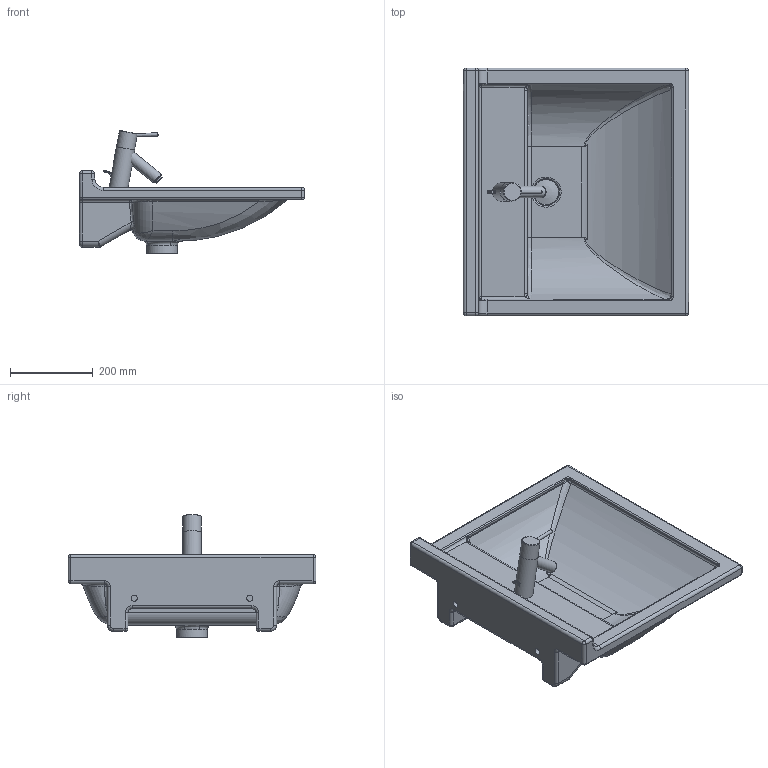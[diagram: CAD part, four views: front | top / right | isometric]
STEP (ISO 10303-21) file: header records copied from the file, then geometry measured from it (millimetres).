
FILE_DESCRIPTION((''),'2;1');
FILE_NAME('031260.stp','2015-06-28T18:26:38',('Administrator'),(''),'Autodesk Inventor 2011','Autodesk Inventor 2011','');
FILE_SCHEMA(('CONFIG_CONTROL_DESIGN'));
Length unit declared in the file: millimetre
Products named in the file (10): 031260; 030960; Armatur WT STARCK 3; hebel1_STARCK3; Griff_2Starck3; Hebel3kurz; Halterstarck3; Neoperl_Starck3; Kelch; Stopfen
Assembly tree (9 placements, depth 3):
  031260
    030960
    Armatur WT STARCK 3
      hebel1_STARCK3
      Griff_2Starck3
      Hebel3kurz
      Halterstarck3
      Neoperl_Starck3
    Kelch
    Stopfen
Bounding box: 545.07 x 600.06 x 297.4 mm (x, y, z)
Volume: 11849285.6 mm3; surface area: 1095488.8 mm2
Topology: 8 solids, 8 shells, 277 faces, 648 edges, 360 vertices
Faces by surface type: cylinder 110, plane 63, bspline 49, torus 33, sphere 19, cone 3
Full cylindrical faces by diameter (mm): 8 x1, 9.368 x1, 15 x2, 16 x1, 20 x2, 28 x1, 35 x1, 42 x1, 44 x2, 45 x1, 52 x1, 60 x1, 75 x1
Entity records: 10623 total; most frequent: CARTESIAN_POINT 4502, DIRECTION 1243, ORIENTED_EDGE 1174, EDGE_CURVE 587, AXIS2_PLACEMENT_3D 512, VERTEX_POINT 353, EDGE_LOOP 320, FACE_OUTER_BOUND 277
